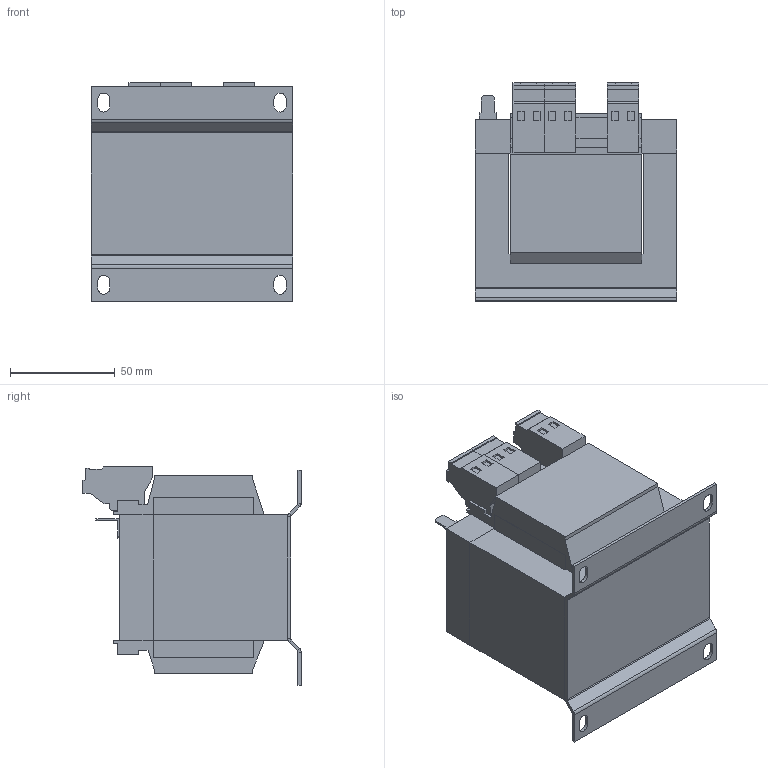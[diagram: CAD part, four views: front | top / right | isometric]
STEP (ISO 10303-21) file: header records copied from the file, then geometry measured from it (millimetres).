
FILE_DESCRIPTION (( 'STEP AP214' ), '1' );
FILE_NAME ('227779.STEP', '2023-08-15T13:41:03', ( '' ), ( '' ), 'SwSTEP 2.0', 'SolidWorks 2018', '' );
FILE_SCHEMA (( 'AUTOMOTIVE_DESIGN' ));
Length unit declared in the file: millimetre
Products named in the file (1): 227779
Bounding box: 96.05 x 104 x 104.05 mm (x, y, z)
Volume: 614522.9 mm3; surface area: 81059.4 mm2
Topology: 1 solids, 1 shells, 280 faces, 743 edges, 474 vertices
Faces by surface type: plane 248, cylinder 32
Entity records: 8537 total; most frequent: CARTESIAN_POINT 1498, ORIENTED_EDGE 1486, DIRECTION 1369, EDGE_CURVE 743, VECTOR 679, LINE 679, VERTEX_POINT 474, AXIS2_PLACEMENT_3D 345
